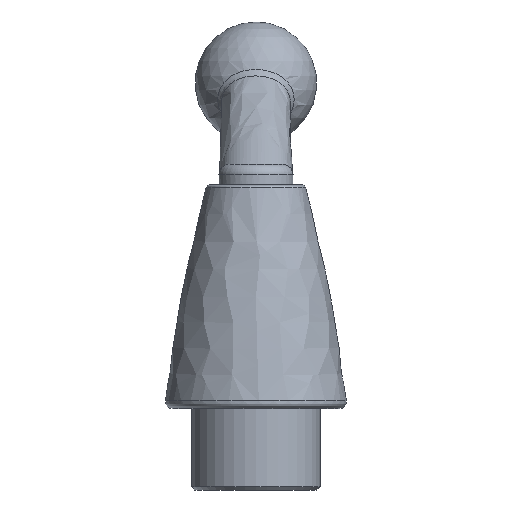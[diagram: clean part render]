
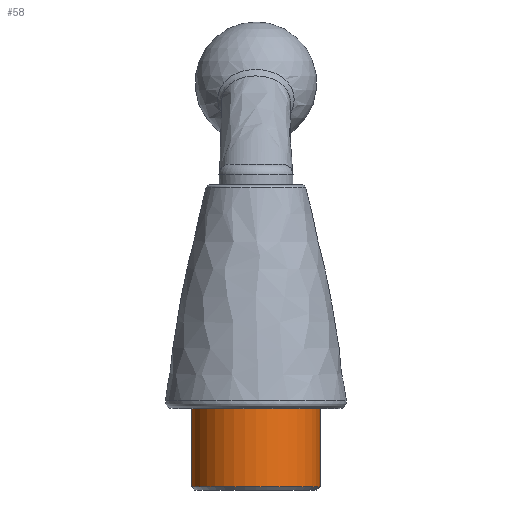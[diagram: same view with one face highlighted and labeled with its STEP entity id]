
A CAD part, left-side view. The second image highlights one B-rep face of the part: STEP entity #58.
In plain terms, the highlighted cylindrical face has radius 9.5 mm (diameter 19 mm), a full revolution.
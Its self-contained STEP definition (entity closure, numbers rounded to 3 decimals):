
#58 = ADVANCED_FACE( '', ( #135, #136 ), #137, .T. );
#135 = FACE_OUTER_BOUND( '', #239, .T. );
#136 = FACE_OUTER_BOUND( '', #240, .T. );
#137 = CYLINDRICAL_SURFACE( '', #241, 9.5 );
#239 = EDGE_LOOP( '', ( #5128 ) );
#240 = EDGE_LOOP( '', ( #5129 ) );
#241 = AXIS2_PLACEMENT_3D( '', #5130, #5131, #5132 );
#5128 = ORIENTED_EDGE( '', *, *, #5266, .T. );
#5129 = ORIENTED_EDGE( '', *, *, #5267, .F. );
#5130 = CARTESIAN_POINT( '', ( 0., 0., -12. ) );
#5131 = DIRECTION( '', ( 0., 0., -1. ) );
#5132 = DIRECTION( '', ( 0., -1., 0. ) );
#5266 = EDGE_CURVE( '', #5333, #5333, #5334, .T. );
#5267 = EDGE_CURVE( '', #5335, #5335, #5336, .T. );
#5333 = VERTEX_POINT( '', #5417 );
#5334 = CIRCLE( '', #5418, 9.5 );
#5335 = VERTEX_POINT( '', #5419 );
#5336 = CIRCLE( '', #5420, 9.5 );
#5417 = CARTESIAN_POINT( '', ( 0., -9.5, -11.5 ) );
#5418 = AXIS2_PLACEMENT_3D( '', #7634, #7635, #7636 );
#5419 = CARTESIAN_POINT( '', ( 0., 9.5, 0. ) );
#5420 = AXIS2_PLACEMENT_3D( '', #7637, #7638, #7639 );
#7634 = CARTESIAN_POINT( '', ( 0., 0., -11.5 ) );
#7635 = DIRECTION( '', ( 0., 0., 1. ) );
#7636 = DIRECTION( '', ( 0., -1., 0. ) );
#7637 = CARTESIAN_POINT( '', ( 0., 0., 0. ) );
#7638 = DIRECTION( '', ( 0., 0., 1. ) );
#7639 = DIRECTION( '', ( 0., 1., 0. ) );
